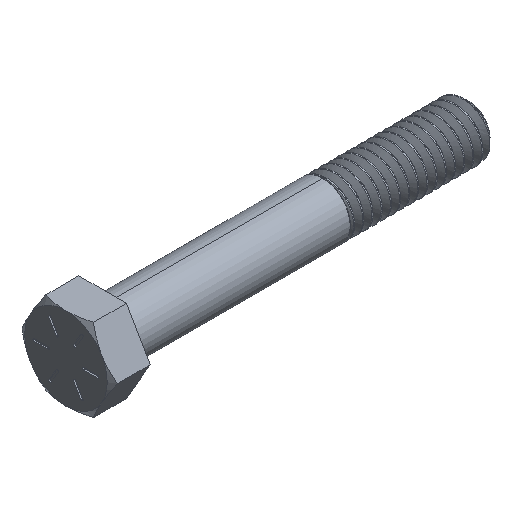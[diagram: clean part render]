
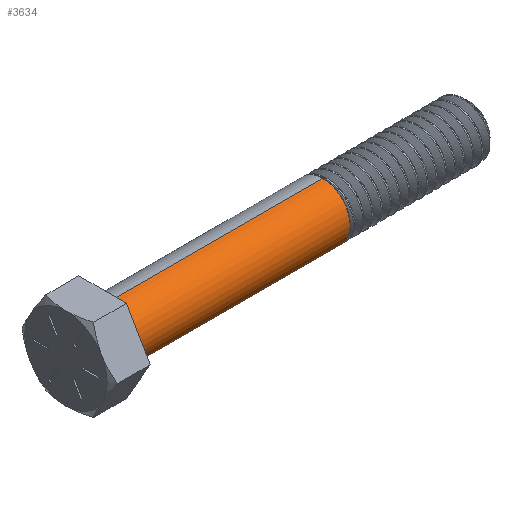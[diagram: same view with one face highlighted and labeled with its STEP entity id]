
A CAD part, isometric view. The second image highlights one B-rep face of the part: STEP entity #3634.
In plain terms, the highlighted cylindrical face has radius 4.763 mm (diameter 9.525 mm), a partial arc.
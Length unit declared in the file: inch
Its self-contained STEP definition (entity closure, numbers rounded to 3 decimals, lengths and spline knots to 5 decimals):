
#193 = CARTESIAN_POINT ( 'NONE',  ( -1.125, 0., 0.1875 ) ) ;
#198 = CARTESIAN_POINT ( 'NONE',  ( 0.375, 0., 0.1875 ) ) ;
#209 = CARTESIAN_POINT ( 'NONE',  ( -1.125, 0., -0.1875 ) ) ;
#674 = ORIENTED_EDGE ( 'NONE', *, *, #1361, .F. ) ;
#676 = ORIENTED_EDGE ( 'NONE', *, *, #1358, .T. ) ;
#679 = ORIENTED_EDGE ( 'NONE', *, *, #1357, .T. ) ;
#683 = ORIENTED_EDGE ( 'NONE', *, *, #1374, .T. ) ;
#702 = ORIENTED_EDGE ( 'NONE', *, *, #1354, .T. ) ;
#824 = EDGE_LOOP ( 'NONE', ( #674, #676, #679, #683, #702 ) ) ;
#830 = CIRCLE ( 'NONE', #1487, 0.1875 ) ;
#890 = CIRCLE ( 'NONE', #1481, 0.1875 ) ;
#898 = LINE ( 'NONE', #3249, #900 ) ;
#900 = VECTOR ( 'NONE', #3241, 39.37008 ) ;
#909 = VECTOR ( 'NONE', #3288, 39.37008 ) ;
#911 = LINE ( 'NONE', #3322, #909 ) ;
#1103 = CIRCLE ( 'NONE', #1480, 0.1875 ) ;
#1140 = FACE_OUTER_BOUND ( 'NONE', #824, .T. ) ;
#1192 = CYLINDRICAL_SURFACE ( 'NONE', #1538, 0.1875 ) ;
#1354 = EDGE_CURVE ( 'NONE', #5520, #5429, #1103, .T. ) ;
#1357 = EDGE_CURVE ( 'NONE', #5416, #5523, #911, .T. ) ;
#1358 = EDGE_CURVE ( 'NONE', #5436, #5416, #890, .T. ) ;
#1361 = EDGE_CURVE ( 'NONE', #5436, #5429, #898, .T. ) ;
#1374 = EDGE_CURVE ( 'NONE', #5523, #5520, #830, .T. ) ;
#1480 = AXIS2_PLACEMENT_3D ( 'NONE', #3281, #3278, #3266 ) ;
#1481 = AXIS2_PLACEMENT_3D ( 'NONE', #3246, #3287, #3320 ) ;
#1487 = AXIS2_PLACEMENT_3D ( 'NONE', #3050, #3039, #3013 ) ;
#1538 = AXIS2_PLACEMENT_3D ( 'NONE', #3861, #3860, #3867 ) ;
#3013 = DIRECTION ( 'NONE',  ( 0., -1., 0. ) ) ;
#3039 = DIRECTION ( 'NONE',  ( -1., 0., 0. ) ) ;
#3050 = CARTESIAN_POINT ( 'NONE',  ( 0.375, 0., 0. ) ) ;
#3241 = DIRECTION ( 'NONE',  ( 1., 0., 0. ) ) ;
#3246 = CARTESIAN_POINT ( 'NONE',  ( -1.125, 0., 0. ) ) ;
#3249 = CARTESIAN_POINT ( 'NONE',  ( -1.125, 0., 0.1875 ) ) ;
#3266 = DIRECTION ( 'NONE',  ( 0., -1., 0. ) ) ;
#3278 = DIRECTION ( 'NONE',  ( -1., 0., 0. ) ) ;
#3281 = CARTESIAN_POINT ( 'NONE',  ( 0.375, 0., 0. ) ) ;
#3287 = DIRECTION ( 'NONE',  ( 1., 0., 0. ) ) ;
#3288 = DIRECTION ( 'NONE',  ( 1., 0., 0. ) ) ;
#3320 = DIRECTION ( 'NONE',  ( 0., 0., 1. ) ) ;
#3322 = CARTESIAN_POINT ( 'NONE',  ( -1.125, 0., -0.1875 ) ) ;
#3634 = ADVANCED_FACE ( 'NONE', ( #1140 ), #1192, .T. ) ;
#3742 = CARTESIAN_POINT ( 'NONE',  ( 0.375, -0.1875, 0. ) ) ;
#3745 = CARTESIAN_POINT ( 'NONE',  ( 0.375, 0., -0.1875 ) ) ;
#3860 = DIRECTION ( 'NONE',  ( 1., 0., 0. ) ) ;
#3861 = CARTESIAN_POINT ( 'NONE',  ( -1.125, 0., 0. ) ) ;
#3867 = DIRECTION ( 'NONE',  ( 0., 0., -1. ) ) ;
#5416 = VERTEX_POINT ( 'NONE', #209 ) ;
#5429 = VERTEX_POINT ( 'NONE', #198 ) ;
#5436 = VERTEX_POINT ( 'NONE', #193 ) ;
#5520 = VERTEX_POINT ( 'NONE', #3742 ) ;
#5523 = VERTEX_POINT ( 'NONE', #3745 ) ;
